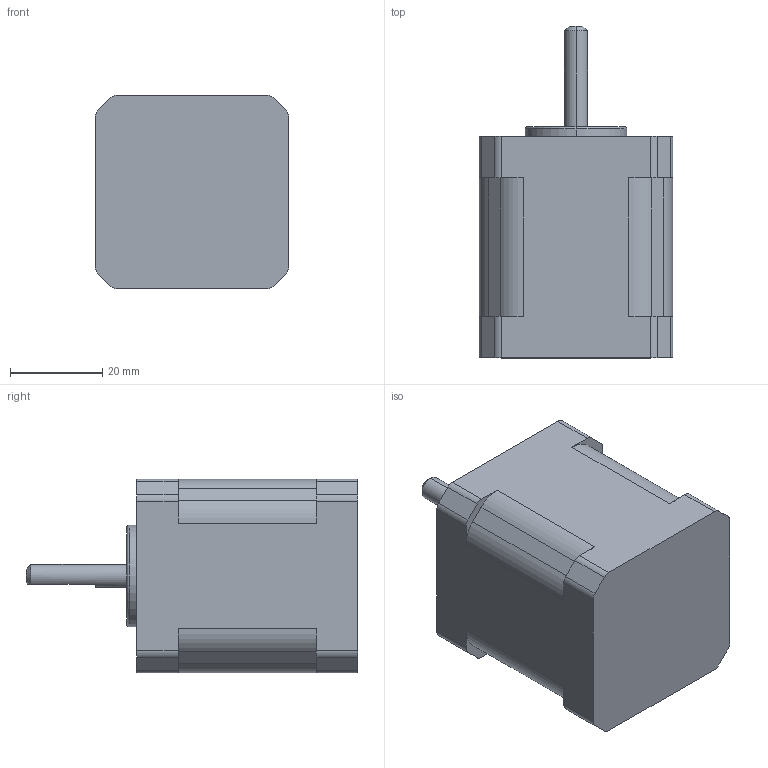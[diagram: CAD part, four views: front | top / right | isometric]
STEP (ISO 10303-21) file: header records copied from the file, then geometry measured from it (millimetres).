
FILE_DESCRIPTION (( 'STEP AP203' ), '1' );
FILE_NAME ('Nema 17.STEP', '2020-06-22T11:19:01', ( '' ), ( '' ), 'SwSTEP 2.0', 'SolidWorks 2018', '' );
FILE_SCHEMA (( 'CONFIG_CONTROL_DESIGN' ));
Length unit declared in the file: millimetre
Products named in the file (1): Nema 17
Bounding box: 42 x 72 x 42 mm (x, y, z)
Volume: 81605.2 mm3; surface area: 11928.6 mm2
Topology: 1 solids, 1 shells, 77 faces, 201 edges, 133 vertices
Faces by surface type: cylinder 38, plane 35, torus 2, cone 2
Entity records: 2482 total; most frequent: DIRECTION 439, CARTESIAN_POINT 426, ORIENTED_EDGE 402, EDGE_CURVE 201, AXIS2_PLACEMENT_3D 162, VERTEX_POINT 133, VECTOR 115, LINE 115
